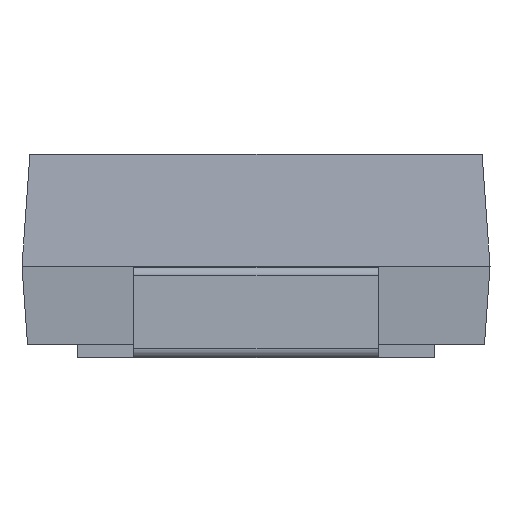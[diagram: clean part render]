
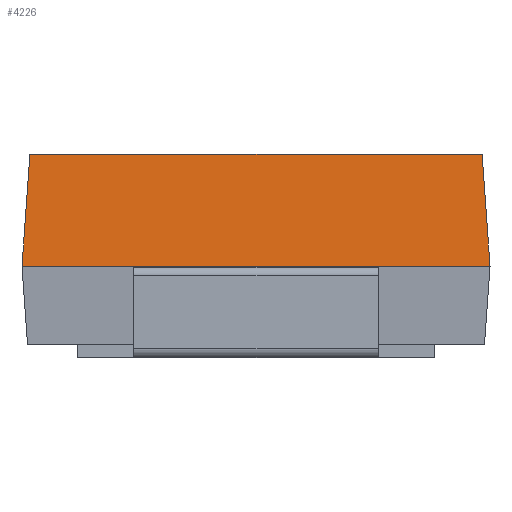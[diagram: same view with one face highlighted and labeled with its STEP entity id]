
A CAD part, left-side view. The second image highlights one B-rep face of the part: STEP entity #4226.
In plain terms, the highlighted free-form (B-spline) face has degree [1, 1] with [2, 2] control points.
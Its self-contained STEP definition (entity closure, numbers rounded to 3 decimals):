
#1894 = B_SPLINE_SURFACE_WITH_KNOTS('',1,1,(
    (#1895,#1896)
    ,(#1897,#1898
  )),.UNSPECIFIED.,.F.,.F.,.F.,(2,2),(2,2),(0.,4.6),(0.,1.),
  .PIECEWISE_BEZIER_KNOTS.);
#1895 = CARTESIAN_POINT('',(-3.616,2.246,0.13));
#1896 = CARTESIAN_POINT('',(-3.67,2.3,0.9));
#1897 = CARTESIAN_POINT('',(-3.616,-2.246,0.13));
#1898 = CARTESIAN_POINT('',(-3.67,-2.3,0.9));
#2155 = VERTEX_POINT('',#2156);
#2156 = CARTESIAN_POINT('',(-3.67,-2.3,0.9));
#2170 = B_SPLINE_SURFACE_WITH_KNOTS('',1,1,(
    (#2171,#2172)
    ,(#2173,#2174
  )),.UNSPECIFIED.,.F.,.F.,.F.,(2,2),(2,2),(0.,7.34),(0.,1.),
  .PIECEWISE_BEZIER_KNOTS.);
#2171 = CARTESIAN_POINT('',(-3.67,-2.3,0.9));
#2172 = CARTESIAN_POINT('',(-3.593,-2.223,2.));
#2173 = CARTESIAN_POINT('',(3.67,-2.3,0.9));
#2174 = CARTESIAN_POINT('',(3.593,-2.223,2.));
#2221 = B_SPLINE_SURFACE_WITH_KNOTS('',1,1,(
    (#2222,#2223)
    ,(#2224,#2225
  )),.UNSPECIFIED.,.F.,.F.,.F.,(2,2),(2,2),(0.,7.34),(0.,1.),
  .PIECEWISE_BEZIER_KNOTS.);
#2222 = CARTESIAN_POINT('',(3.67,2.3,0.9));
#2223 = CARTESIAN_POINT('',(3.593,2.223,2.));
#2224 = CARTESIAN_POINT('',(-3.67,2.3,0.9));
#2225 = CARTESIAN_POINT('',(-3.593,2.223,2.));
#2248 = PLANE('',#2249);
#2249 = AXIS2_PLACEMENT_3D('',#2250,#2251,#2252);
#2250 = CARTESIAN_POINT('',(3.593,-2.223,2.));
#2251 = DIRECTION('',(0.,0.,-1.));
#2252 = DIRECTION('',(-0.85,0.526,0.));
#2285 = VERTEX_POINT('',#2286);
#2286 = CARTESIAN_POINT('',(-3.67,2.3,0.9));
#3289 = EDGE_CURVE('',#2285,#2155,#3290,.T.);
#3290 = SURFACE_CURVE('',#3291,(#3295,#3302),.PCURVE_S1.);
#3291 = LINE('',#3292,#3293);
#3292 = CARTESIAN_POINT('',(-3.67,2.3,0.9));
#3293 = VECTOR('',#3294,1.);
#3294 = DIRECTION('',(0.,-1.,0.));
#3295 = PCURVE('',#1894,#3296);
#3296 = DEFINITIONAL_REPRESENTATION('',(#3297),#3301);
#3297 = LINE('',#3298,#3299);
#3298 = CARTESIAN_POINT('',(0.,1.));
#3299 = VECTOR('',#3300,1.);
#3300 = DIRECTION('',(1.,0.));
#3301 = ( GEOMETRIC_REPRESENTATION_CONTEXT(2) 
PARAMETRIC_REPRESENTATION_CONTEXT() REPRESENTATION_CONTEXT('2D SPACE',''
  ) );
#3302 = PCURVE('',#3303,#3308);
#3303 = B_SPLINE_SURFACE_WITH_KNOTS('',1,1,(
    (#3304,#3305)
    ,(#3306,#3307
  )),.UNSPECIFIED.,.F.,.F.,.F.,(2,2),(2,2),(0.,4.6),(0.,1.),
  .PIECEWISE_BEZIER_KNOTS.);
#3304 = CARTESIAN_POINT('',(-3.67,2.3,0.9));
#3305 = CARTESIAN_POINT('',(-3.593,2.223,2.));
#3306 = CARTESIAN_POINT('',(-3.67,-2.3,0.9));
#3307 = CARTESIAN_POINT('',(-3.593,-2.223,2.));
#3308 = DEFINITIONAL_REPRESENTATION('',(#3309),#3313);
#3309 = LINE('',#3310,#3311);
#3310 = CARTESIAN_POINT('',(0.,0.));
#3311 = VECTOR('',#3312,1.);
#3312 = DIRECTION('',(1.,0.));
#3313 = ( GEOMETRIC_REPRESENTATION_CONTEXT(2) 
PARAMETRIC_REPRESENTATION_CONTEXT() REPRESENTATION_CONTEXT('2D SPACE',''
  ) );
#3999 = VERTEX_POINT('',#4000);
#4000 = CARTESIAN_POINT('',(-3.593,-2.223,2.));
#4020 = EDGE_CURVE('',#2155,#3999,#4021,.T.);
#4021 = SURFACE_CURVE('',#4022,(#4025,#4032),.PCURVE_S1.);
#4022 = B_SPLINE_CURVE_WITH_KNOTS('',1,(#4023,#4024),.UNSPECIFIED.,.F.,
  .F.,(2,2),(0.,1.),.PIECEWISE_BEZIER_KNOTS.);
#4023 = CARTESIAN_POINT('',(-3.67,-2.3,0.9));
#4024 = CARTESIAN_POINT('',(-3.593,-2.223,2.));
#4025 = PCURVE('',#2170,#4026);
#4026 = DEFINITIONAL_REPRESENTATION('',(#4027),#4031);
#4027 = LINE('',#4028,#4029);
#4028 = CARTESIAN_POINT('',(0.,0.));
#4029 = VECTOR('',#4030,1.);
#4030 = DIRECTION('',(0.,1.));
#4031 = ( GEOMETRIC_REPRESENTATION_CONTEXT(2) 
PARAMETRIC_REPRESENTATION_CONTEXT() REPRESENTATION_CONTEXT('2D SPACE',''
  ) );
#4032 = PCURVE('',#3303,#4033);
#4033 = DEFINITIONAL_REPRESENTATION('',(#4034),#4038);
#4034 = LINE('',#4035,#4036);
#4035 = CARTESIAN_POINT('',(4.6,0.));
#4036 = VECTOR('',#4037,1.);
#4037 = DIRECTION('',(0.,1.));
#4038 = ( GEOMETRIC_REPRESENTATION_CONTEXT(2) 
PARAMETRIC_REPRESENTATION_CONTEXT() REPRESENTATION_CONTEXT('2D SPACE',''
  ) );
#4044 = EDGE_CURVE('',#2285,#4045,#4047,.T.);
#4045 = VERTEX_POINT('',#4046);
#4046 = CARTESIAN_POINT('',(-3.593,2.223,2.));
#4047 = SURFACE_CURVE('',#4048,(#4051,#4058),.PCURVE_S1.);
#4048 = B_SPLINE_CURVE_WITH_KNOTS('',1,(#4049,#4050),.UNSPECIFIED.,.F.,
  .F.,(2,2),(0.,1.),.PIECEWISE_BEZIER_KNOTS.);
#4049 = CARTESIAN_POINT('',(-3.67,2.3,0.9));
#4050 = CARTESIAN_POINT('',(-3.593,2.223,2.));
#4051 = PCURVE('',#2221,#4052);
#4052 = DEFINITIONAL_REPRESENTATION('',(#4053),#4057);
#4053 = LINE('',#4054,#4055);
#4054 = CARTESIAN_POINT('',(7.34,0.));
#4055 = VECTOR('',#4056,1.);
#4056 = DIRECTION('',(0.,1.));
#4057 = ( GEOMETRIC_REPRESENTATION_CONTEXT(2) 
PARAMETRIC_REPRESENTATION_CONTEXT() REPRESENTATION_CONTEXT('2D SPACE',''
  ) );
#4058 = PCURVE('',#3303,#4059);
#4059 = DEFINITIONAL_REPRESENTATION('',(#4060),#4064);
#4060 = LINE('',#4061,#4062);
#4061 = CARTESIAN_POINT('',(0.,0.));
#4062 = VECTOR('',#4063,1.);
#4063 = DIRECTION('',(0.,1.));
#4064 = ( GEOMETRIC_REPRESENTATION_CONTEXT(2) 
PARAMETRIC_REPRESENTATION_CONTEXT() REPRESENTATION_CONTEXT('2D SPACE',''
  ) );
#4092 = EDGE_CURVE('',#4045,#3999,#4093,.T.);
#4093 = SURFACE_CURVE('',#4094,(#4098,#4105),.PCURVE_S1.);
#4094 = LINE('',#4095,#4096);
#4095 = CARTESIAN_POINT('',(-3.593,2.223,2.));
#4096 = VECTOR('',#4097,1.);
#4097 = DIRECTION('',(0.,-1.,0.));
#4098 = PCURVE('',#2248,#4099);
#4099 = DEFINITIONAL_REPRESENTATION('',(#4100),#4104);
#4100 = LINE('',#4101,#4102);
#4101 = CARTESIAN_POINT('',(8.449,0.));
#4102 = VECTOR('',#4103,1.);
#4103 = DIRECTION('',(-0.526,-0.85));
#4104 = ( GEOMETRIC_REPRESENTATION_CONTEXT(2) 
PARAMETRIC_REPRESENTATION_CONTEXT() REPRESENTATION_CONTEXT('2D SPACE',''
  ) );
#4105 = PCURVE('',#3303,#4106);
#4106 = DEFINITIONAL_REPRESENTATION('',(#4107),#4110);
#4107 = B_SPLINE_CURVE_WITH_KNOTS('',1,(#4108,#4109),.UNSPECIFIED.,.F.,
  .F.,(2,2),(0.,4.445),.PIECEWISE_BEZIER_KNOTS.);
#4108 = CARTESIAN_POINT('',(0.,1.));
#4109 = CARTESIAN_POINT('',(4.6,1.));
#4110 = ( GEOMETRIC_REPRESENTATION_CONTEXT(2) 
PARAMETRIC_REPRESENTATION_CONTEXT() REPRESENTATION_CONTEXT('2D SPACE',''
  ) );
#4226 = ADVANCED_FACE('',(#4227),#3303,.T.);
#4227 = FACE_BOUND('',#4228,.T.);
#4228 = EDGE_LOOP('',(#4229,#4230,#4231,#4232));
#4229 = ORIENTED_EDGE('',*,*,#3289,.T.);
#4230 = ORIENTED_EDGE('',*,*,#4020,.T.);
#4231 = ORIENTED_EDGE('',*,*,#4092,.F.);
#4232 = ORIENTED_EDGE('',*,*,#4044,.F.);
